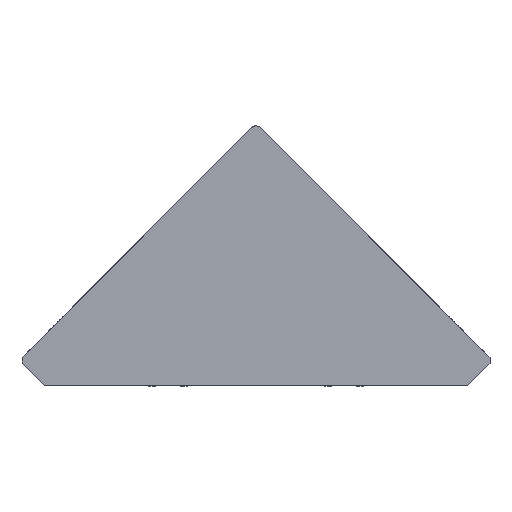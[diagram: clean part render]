
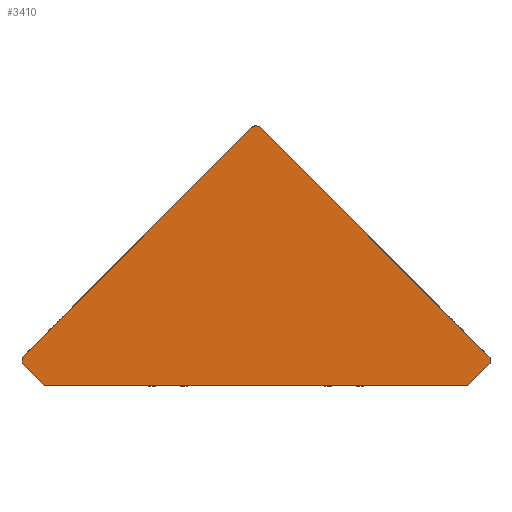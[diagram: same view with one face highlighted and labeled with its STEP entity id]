
A CAD part, top view. The second image highlights one B-rep face of the part: STEP entity #3410.
In plain terms, the highlighted planar face has unit normal (0, 0.009, 1).
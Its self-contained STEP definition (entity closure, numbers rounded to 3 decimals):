
#67 = PLANE ( 'NONE',  #8779 ) ;
#74 = ORIENTED_EDGE ( 'NONE', *, *, #385, .T. ) ;
#103 = LINE ( 'NONE', #4468, #3542 ) ;
#131 = VERTEX_POINT ( 'NONE', #4184 ) ;
#222 = CARTESIAN_POINT ( 'NONE',  ( -39.805, 4.742, 28.459 ) ) ;
#385 = EDGE_CURVE ( 'NONE', #131, #2326, #103, .T. ) ;
#466 = DIRECTION ( 'NONE',  ( 1., 0., 0. ) ) ;
#496 = CARTESIAN_POINT ( 'NONE',  ( 0.707, 43.841, 28.117 ) ) ;
#522 = CARTESIAN_POINT ( 'NONE',  ( -0.707, 43.841, 28.117 ) ) ;
#572 = CARTESIAN_POINT ( 'NONE',  ( 39.805, 4.743, 28.459 ) ) ;
#690 = LINE ( 'NONE', #7425, #5671 ) ;
#710 = FACE_OUTER_BOUND ( 'NONE', #4713, .T. ) ;
#928 = EDGE_CURVE ( 'NONE', #5319, #3813, #1066, .T. ) ;
#989 = CARTESIAN_POINT ( 'NONE',  ( 39.805, 4.742, 28.459 ) ) ;
#1066 = LINE ( 'NONE', #989, #2688 ) ;
#1073 = DIRECTION ( 'NONE',  ( 0., -1., 0.009 ) ) ;
#1460 = DIRECTION ( 'NONE',  ( 0., -1., 0.009 ) ) ;
#1520 = EDGE_CURVE ( 'NONE', #2218, #7856, #5137, .T. ) ;
#2218 = VERTEX_POINT ( 'NONE', #496 ) ;
#2251 = CARTESIAN_POINT ( 'NONE',  ( -0.707, 43.841, 28.117 ) ) ;
#2326 = VERTEX_POINT ( 'NONE', #4739 ) ;
#2688 = VECTOR ( 'NONE', #3733, 1000. ) ;
#2744 = DIRECTION ( 'NONE',  ( 0.707, 0.707, -0.006 ) ) ;
#2877 = EDGE_CURVE ( 'NONE', #6015, #5319, #5747, .T. ) ;
#2992 = DIRECTION ( 'NONE',  ( -0.707, 0.707, -0.006 ) ) ;
#3117 = LINE ( 'NONE', #7753, #5121 ) ;
#3168 = ORIENTED_EDGE ( 'NONE', *, *, #2877, .T. ) ;
#3257 = LINE ( 'NONE', #222, #8057 ) ;
#3410 = ADVANCED_FACE ( 'NONE', ( #710 ), #67, .T. ) ;
#3542 = VECTOR ( 'NONE', #1073, 1000. ) ;
#3670 = ORIENTED_EDGE ( 'NONE', *, *, #5494, .T. ) ;
#3733 = DIRECTION ( 'NONE',  ( 0., 1., -0.009 ) ) ;
#3774 = ORIENTED_EDGE ( 'NONE', *, *, #4174, .T. ) ;
#3813 = VERTEX_POINT ( 'NONE', #572 ) ;
#3963 = VECTOR ( 'NONE', #2744, 1000. ) ;
#3967 = EDGE_CURVE ( 'NONE', #7856, #131, #3257, .T. ) ;
#4062 = CARTESIAN_POINT ( 'NONE',  ( -36.062, 0., 28.5 ) ) ;
#4174 = EDGE_CURVE ( 'NONE', #6561, #6015, #8590, .T. ) ;
#4184 = CARTESIAN_POINT ( 'NONE',  ( -39.805, 4.743, 28.459 ) ) ;
#4278 = EDGE_CURVE ( 'NONE', #2326, #6561, #690, .T. ) ;
#4328 = DIRECTION ( 'NONE',  ( -0.707, -0.707, 0.006 ) ) ;
#4468 = CARTESIAN_POINT ( 'NONE',  ( -39.805, 4.742, 28.459 ) ) ;
#4611 = CARTESIAN_POINT ( 'NONE',  ( 0.707, 43.841, 28.117 ) ) ;
#4713 = EDGE_LOOP ( 'NONE', ( #3670, #8638, #5478, #74, #5903, #3774, #3168, #7973 ) ) ;
#4739 = CARTESIAN_POINT ( 'NONE',  ( -39.805, 3.743, 28.467 ) ) ;
#4840 = CARTESIAN_POINT ( 'NONE',  ( -36.062, 0., 28.5 ) ) ;
#4944 = VECTOR ( 'NONE', #466, 1000. ) ;
#5121 = VECTOR ( 'NONE', #2992, 1000. ) ;
#5137 =( BOUNDED_CURVE ( )  B_SPLINE_CURVE ( 3, ( #4611, #8011, #6625, #522 ),
 .UNSPECIFIED., .F., .T. ) 
 B_SPLINE_CURVE_WITH_KNOTS ( ( 4, 4 ),
 ( 5.498, 7.069 ),
 .UNSPECIFIED. ) 
 CURVE ( )  GEOMETRIC_REPRESENTATION_ITEM ( )  RATIONAL_B_SPLINE_CURVE ( ( 1., 0.805, 0.805, 1. ) ) 
 REPRESENTATION_ITEM ( '' )  );
#5319 = VERTEX_POINT ( 'NONE', #6863 ) ;
#5478 = ORIENTED_EDGE ( 'NONE', *, *, #3967, .T. ) ;
#5494 = EDGE_CURVE ( 'NONE', #3813, #2218, #3117, .T. ) ;
#5521 = DIRECTION ( 'NONE',  ( 0., 0.009, 1. ) ) ;
#5671 = VECTOR ( 'NONE', #8119, 1000. ) ;
#5747 = LINE ( 'NONE', #6107, #3963 ) ;
#5903 = ORIENTED_EDGE ( 'NONE', *, *, #4278, .T. ) ;
#6015 = VERTEX_POINT ( 'NONE', #6811 ) ;
#6107 = CARTESIAN_POINT ( 'NONE',  ( 36.062, 0., 28.5 ) ) ;
#6561 = VERTEX_POINT ( 'NONE', #4062 ) ;
#6580 = CARTESIAN_POINT ( 'NONE',  ( -36.062, 0., 28.5 ) ) ;
#6625 = CARTESIAN_POINT ( 'NONE',  ( -0.293, 44.255, 28.114 ) ) ;
#6811 = CARTESIAN_POINT ( 'NONE',  ( 36.062, 0., 28.5 ) ) ;
#6863 = CARTESIAN_POINT ( 'NONE',  ( 39.805, 3.743, 28.467 ) ) ;
#7425 = CARTESIAN_POINT ( 'NONE',  ( -36.062, 0., 28.5 ) ) ;
#7753 = CARTESIAN_POINT ( 'NONE',  ( 39.805, 4.742, 28.459 ) ) ;
#7856 = VERTEX_POINT ( 'NONE', #2251 ) ;
#7973 = ORIENTED_EDGE ( 'NONE', *, *, #928, .T. ) ;
#8011 = CARTESIAN_POINT ( 'NONE',  ( 0.293, 44.255, 28.114 ) ) ;
#8057 = VECTOR ( 'NONE', #4328, 1000. ) ;
#8119 = DIRECTION ( 'NONE',  ( 0.707, -0.707, 0.006 ) ) ;
#8590 = LINE ( 'NONE', #6580, #4944 ) ;
#8638 = ORIENTED_EDGE ( 'NONE', *, *, #1520, .T. ) ;
#8779 = AXIS2_PLACEMENT_3D ( 'NONE', #4840, #5521, #1460 ) ;
